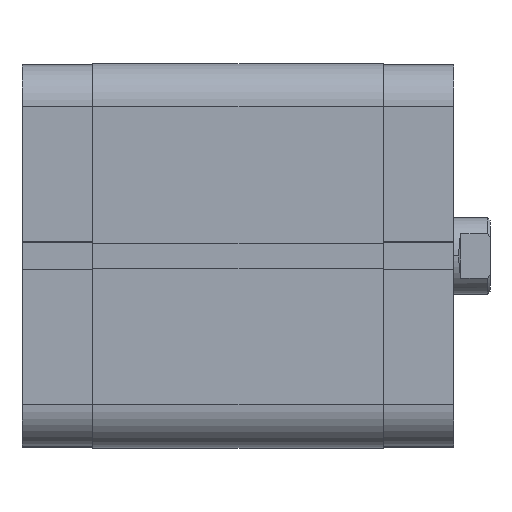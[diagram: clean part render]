
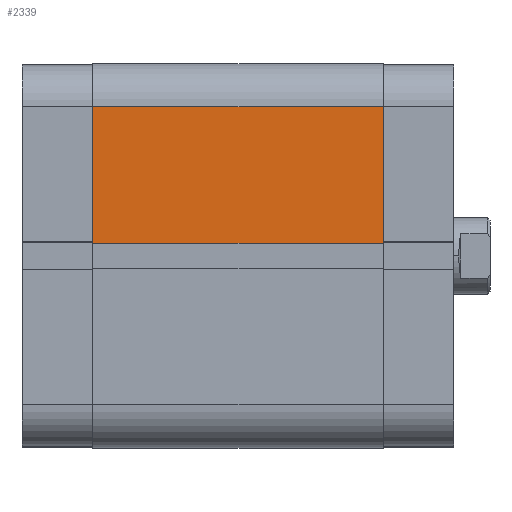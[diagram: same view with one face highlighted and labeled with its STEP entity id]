
A CAD part, top view. The second image highlights one B-rep face of the part: STEP entity #2339.
In plain terms, the highlighted face is planar.
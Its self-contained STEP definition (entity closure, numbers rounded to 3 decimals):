
#378 = FACE_OUTER_BOUND ( 'NONE', #1143, .T. ) ;
#785 = LINE ( 'NONE', #2988, #786 ) ;
#786 = VECTOR ( 'NONE', #2989, 1000. ) ;
#787 = LINE ( 'NONE', #2990, #788 ) ;
#788 = VECTOR ( 'NONE', #2991, 1000. ) ;
#793 = LINE ( 'NONE', #2997, #794 ) ;
#794 = VECTOR ( 'NONE', #2998, 1000. ) ;
#797 = LINE ( 'NONE', #2996, #801 ) ;
#801 = VECTOR ( 'NONE', #3007, 1000. ) ;
#1143 = EDGE_LOOP ( 'NONE', ( #2238, #2255, #2227, #2228 ) ) ;
#2227 = ORIENTED_EDGE ( 'NONE', *, *, #4338, .T. ) ;
#2228 = ORIENTED_EDGE ( 'NONE', *, *, #4334, .T. ) ;
#2238 = ORIENTED_EDGE ( 'NONE', *, *, #4330, .F. ) ;
#2255 = ORIENTED_EDGE ( 'NONE', *, *, #4331, .F. ) ;
#2339 = ADVANCED_FACE ( 'NONE', ( #378 ), #5603, .T. ) ;
#2988 = CARTESIAN_POINT ( 'NONE',  ( 40., -88.141, 0. ) ) ;
#2989 = DIRECTION ( 'NONE',  ( 0., -1., 0. ) ) ;
#2990 = CARTESIAN_POINT ( 'NONE',  ( 40., 31., 60.5 ) ) ;
#2991 = DIRECTION ( 'NONE',  ( 0., 0., -1. ) ) ;
#2996 = CARTESIAN_POINT ( 'NONE',  ( 40., -88.141, 60.5 ) ) ;
#2997 = CARTESIAN_POINT ( 'NONE',  ( 40., 2.6, 60.5 ) ) ;
#2998 = DIRECTION ( 'NONE',  ( 0., 0., -1. ) ) ;
#3007 = DIRECTION ( 'NONE',  ( 0., -1., 0. ) ) ;
#3151 = CARTESIAN_POINT ( 'NONE',  ( 40., 31., 0. ) ) ;
#3256 = CARTESIAN_POINT ( 'NONE',  ( 40., 31., 60.5 ) ) ;
#3318 = CARTESIAN_POINT ( 'NONE',  ( 40., 2.6, 60.5 ) ) ;
#3348 = CARTESIAN_POINT ( 'NONE',  ( 40., 2.6, 0. ) ) ;
#4330 = EDGE_CURVE ( 'NONE', #5117, #5314, #785, .T. ) ;
#4331 = EDGE_CURVE ( 'NONE', #5223, #5117, #787, .T. ) ;
#4334 = EDGE_CURVE ( 'NONE', #5283, #5314, #793, .T. ) ;
#4338 = EDGE_CURVE ( 'NONE', #5223, #5283, #797, .T. ) ;
#5117 = VERTEX_POINT ( 'NONE', #3151 ) ;
#5223 = VERTEX_POINT ( 'NONE', #3256 ) ;
#5283 = VERTEX_POINT ( 'NONE', #3318 ) ;
#5314 = VERTEX_POINT ( 'NONE', #3348 ) ;
#5555 = CARTESIAN_POINT ( 'NONE',  ( 40., -88.141, 60.5 ) ) ;
#5557 = DIRECTION ( 'NONE',  ( 0., 0., -1. ) ) ;
#5603 = PLANE ( 'NONE',  #6319 ) ;
#5764 = DIRECTION ( 'NONE',  ( 1., 0., 0. ) ) ;
#6319 = AXIS2_PLACEMENT_3D ( 'NONE', #5555, #5764, #5557 ) ;
